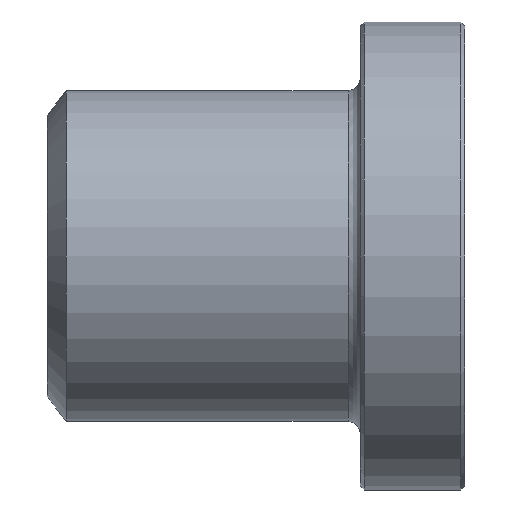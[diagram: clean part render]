
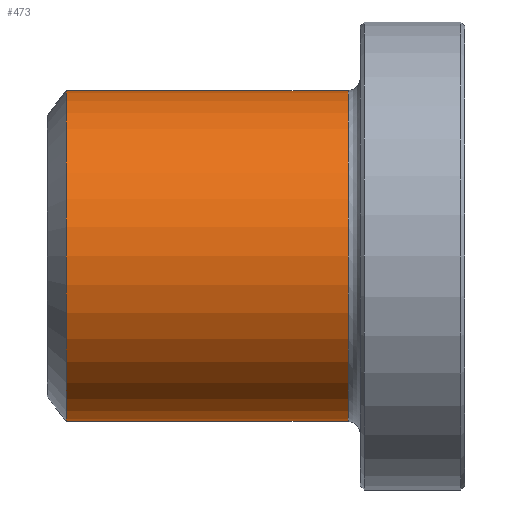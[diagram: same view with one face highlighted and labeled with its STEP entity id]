
A CAD part, front view. The second image highlights one B-rep face of the part: STEP entity #473.
In plain terms, the highlighted cylindrical face has radius 10.668 mm (diameter 21.336 mm), a full revolution.
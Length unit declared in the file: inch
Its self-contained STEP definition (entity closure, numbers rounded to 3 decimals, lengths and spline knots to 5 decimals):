
#411=CARTESIAN_POINT('',(-0.22884,0.61493,0.0));
#412=VERTEX_POINT('',#411);
#413=CARTESIAN_POINT('',(-0.22884,0.19493,0.0));
#414=DIRECTION('',(1.0,0.0,0.0));
#415=DIRECTION('',(0.0,-1.0,0.0));
#416=AXIS2_PLACEMENT_3D('',#413,#414,#415);
#417=CIRCLE('',#416,0.42);
#418=EDGE_CURVE('',#412,#412,#417,.T.);
#454=CARTESIAN_POINT('',(-0.57117,0.19493,0.0));
#455=DIRECTION('',(1.0,0.,0.0));
#456=DIRECTION('',(0.0,1.0,0.0));
#457=AXIS2_PLACEMENT_3D('',#454,#455,#456);
#458=CYLINDRICAL_SURFACE('',#457,0.42);
#459=CARTESIAN_POINT('',(-0.9445,0.61493,0.0));
#460=VERTEX_POINT('',#459);
#461=CARTESIAN_POINT('',(-0.9445,0.19493,0.0));
#462=DIRECTION('',(1.0,0.0,0.0));
#463=DIRECTION('',(0.0,1.0,0.0));
#464=AXIS2_PLACEMENT_3D('',#461,#462,#463);
#465=CIRCLE('',#464,0.42);
#466=EDGE_CURVE('',#460,#460,#465,.T.);
#467=ORIENTED_EDGE('',*,*,#466,.T.);
#468=EDGE_LOOP('',(#467));
#469=FACE_OUTER_BOUND('',#468,.T.);
#470=ORIENTED_EDGE('',*,*,#418,.F.);
#471=EDGE_LOOP('',(#470));
#472=FACE_BOUND('',#471,.T.);
#473=ADVANCED_FACE('',(#469,#472),#458,.T.);
